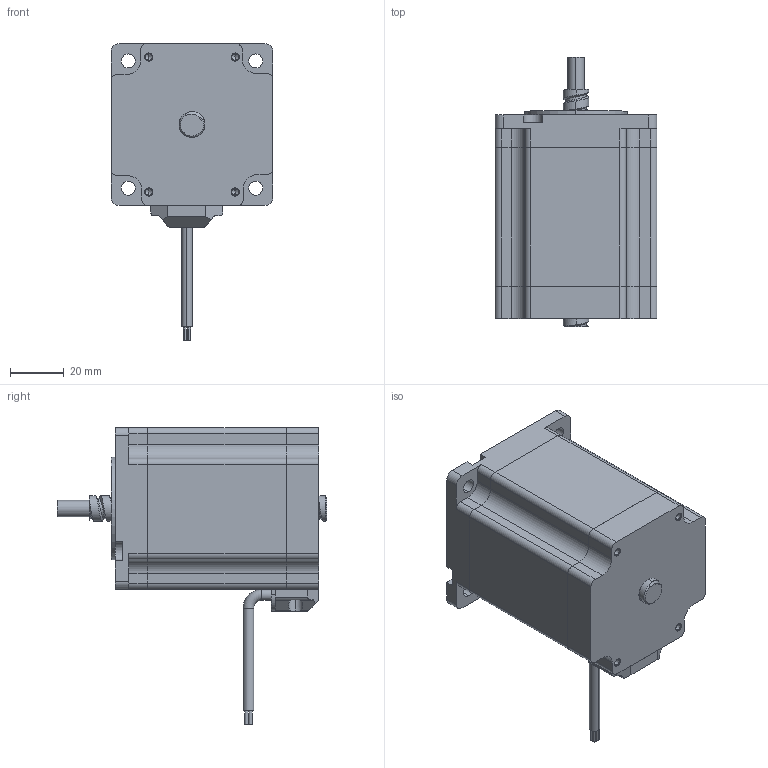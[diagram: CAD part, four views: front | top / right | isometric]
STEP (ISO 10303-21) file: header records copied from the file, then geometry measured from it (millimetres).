
FILE_DESCRIPTION (( 'STEP AP214' ), '1' );
FILE_NAME ('60N275-5.08-5-4-100-001.STEP', '2024-11-22T05:53:48', ( 'MM' ), ( 'Microsoft' ), 'SwSTEP 2.0', 'SolidWorks 2024', '' );
FILE_SCHEMA (( 'AUTOMOTIVE_DESIGN' ));
Length unit declared in the file: millimetre
Products named in the file (1): 60N275-5.08-5-4-100-001
Bounding box: 60 x 100 x 110 mm (x, y, z)
Volume: 241351.1 mm3; surface area: 34529.5 mm2
Topology: 2 solids, 2 shells, 229 faces, 618 edges, 399 vertices
Faces by surface type: cylinder 113, plane 93, cone 17, bspline 4, torus 2
Entity records: 21612 total; most frequent: CARTESIAN_POINT 15755, DIRECTION 1238, ORIENTED_EDGE 1220, EDGE_CURVE 610, AXIS2_PLACEMENT_3D 446, VERTEX_POINT 399, VECTOR 346, LINE 346
